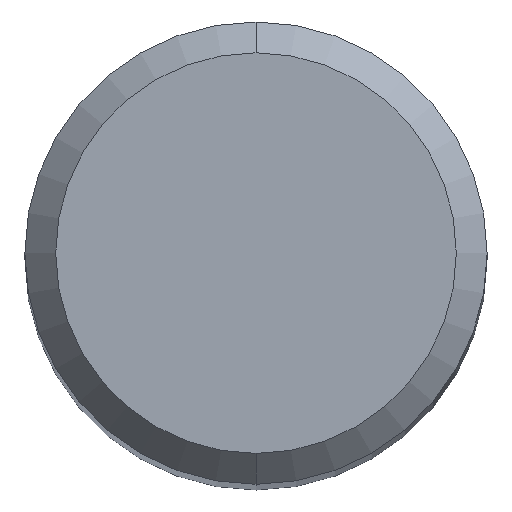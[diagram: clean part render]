
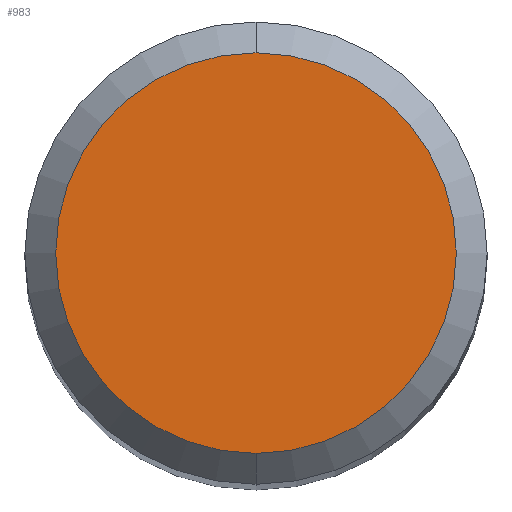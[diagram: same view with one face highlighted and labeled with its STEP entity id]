
A CAD part, top view. The second image highlights one B-rep face of the part: STEP entity #983.
In plain terms, the highlighted planar face has unit normal (0, 0, 1).
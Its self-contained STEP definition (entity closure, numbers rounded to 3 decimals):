
#413=VERTEX_POINT('',#1076);
#477=EDGE_CURVE('',#413,#703,#1146,.T.);
#703=VERTEX_POINT('',#1393);
#951=EDGE_CURVE('',#703,#413,#1663,.T.);
#983=ADVANCED_FACE('',(#1702),#1703,.T.);
#1076=CARTESIAN_POINT('',(0.,-2.6,0.0));
#1146=CIRCLE('',#2294,2.6);
#1393=CARTESIAN_POINT('',(0.0,2.6,0.0));
#1663=CIRCLE('',#4587,2.6);
#1702=FACE_OUTER_BOUND('',#4794,.T.);
#1703=PLANE('',#4795);
#2294=AXIS2_PLACEMENT_3D('',#4964,#4965,#4966);
#4587=AXIS2_PLACEMENT_3D('',#5514,#5515,#5516);
#4794=EDGE_LOOP('',(#5581,#5582));
#4795=AXIS2_PLACEMENT_3D('',#5583,#5584,#5585);
#4964=CARTESIAN_POINT('',(0.0,0.0,0.0));
#4965=DIRECTION('',(0.0,0.0,-1.0));
#4966=DIRECTION('',(0.0,1.0,0.0));
#5514=CARTESIAN_POINT('',(0.0,0.0,0.0));
#5515=DIRECTION('',(0.0,0.0,-1.0));
#5516=DIRECTION('',(0.0,1.0,0.0));
#5581=ORIENTED_EDGE('',*,*,#951,.F.);
#5582=ORIENTED_EDGE('',*,*,#477,.F.);
#5583=CARTESIAN_POINT('',(0.0,1.3,0.0));
#5584=DIRECTION('',(-0.0,0.0,1.0));
#5585=DIRECTION('',(0.0,-1.0,0.0));
